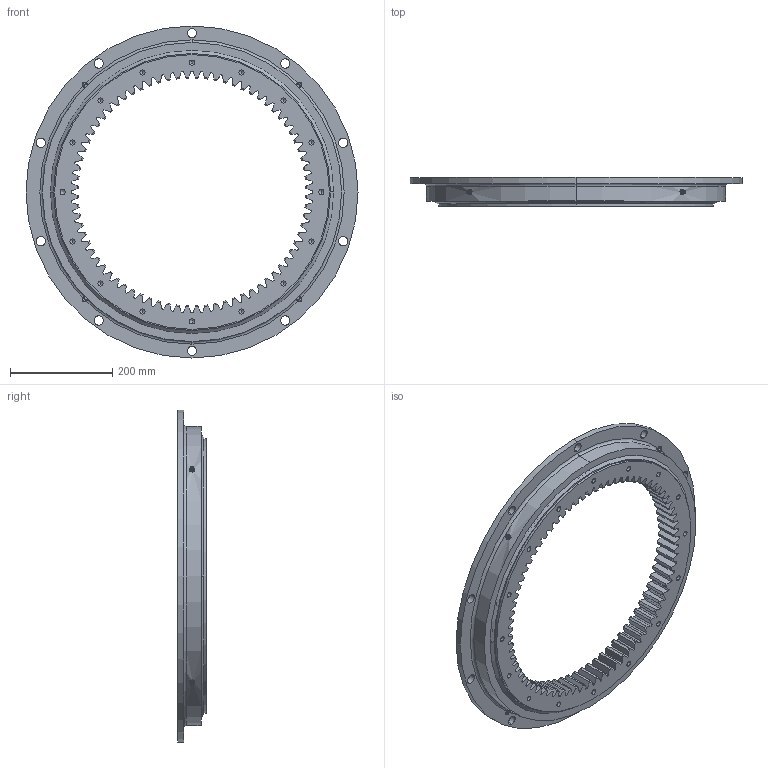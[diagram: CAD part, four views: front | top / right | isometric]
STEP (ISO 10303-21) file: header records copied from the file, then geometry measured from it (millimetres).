
FILE_DESCRIPTION (( 'STEP AP203' ), '1' );
FILE_NAME ('22-0541-01.STEP', '2017-12-27T15:42:17', ( 'defontaine' ), ( 'Hewlett-Packard Company' ), 'SwSTEP 2.0', 'SolidWorks 2016', '' );
FILE_SCHEMA (( 'CONFIG_CONTROL_DESIGN' ));
Length unit declared in the file: millimetre
Products named in the file (1): 22-0541-01
Bounding box: 648 x 56 x 648 mm (x, y, z)
Volume: 4801822.8 mm3; surface area: 857268.4 mm2
Topology: 9 solids, 9 shells, 697 faces, 1921 edges, 1241 vertices
Faces by surface type: cylinder 238, cone 216, plane 205, torus 28, sphere 10
Entity records: 23001 total; most frequent: CARTESIAN_POINT 5248, ORIENTED_EDGE 3768, DIRECTION 3694, EDGE_CURVE 1884, AXIS2_PLACEMENT_3D 1432, VERTEX_POINT 1238, LINE 830, VECTOR 830
